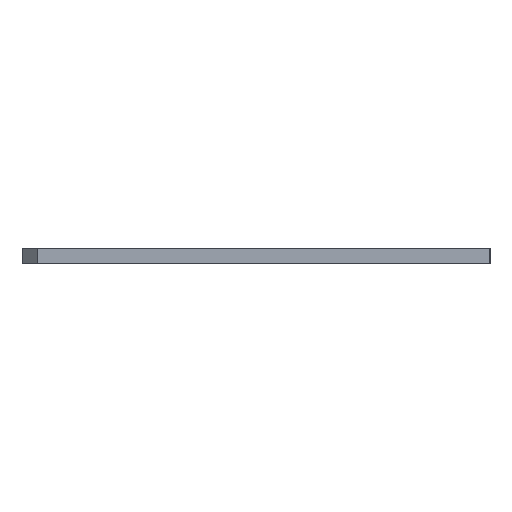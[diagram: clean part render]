
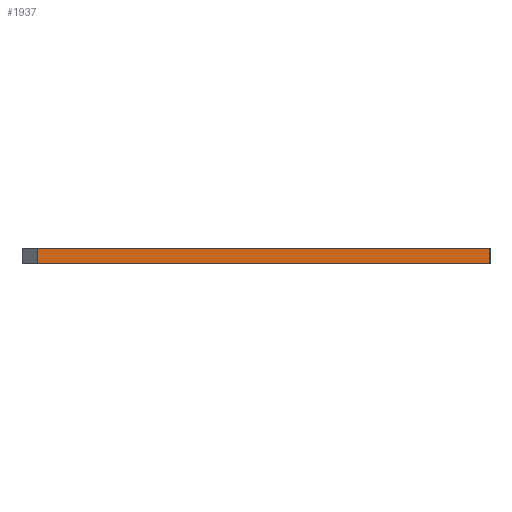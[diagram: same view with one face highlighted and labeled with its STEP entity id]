
A CAD part, left-side view. The second image highlights one B-rep face of the part: STEP entity #1937.
In plain terms, the highlighted planar face has unit normal (-1, 0, 0).
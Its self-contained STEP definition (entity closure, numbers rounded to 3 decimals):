
#215=DIRECTION('',(0.,0.,1.));
#216=VECTOR('',#215,5.);
#217=CARTESIAN_POINT('',(-132.969,195.378,0.));
#218=LINE('',#217,#216);
#222=DIRECTION('',(0.,0.,-1.));
#223=VECTOR('',#222,5.);
#224=CARTESIAN_POINT('',(-132.969,49.378,5.));
#225=LINE('',#224,#223);
#229=DIRECTION('',(0.,1.,0.));
#230=VECTOR('',#229,146.);
#231=CARTESIAN_POINT('',(-132.969,49.378,0.));
#232=LINE('',#231,#230);
#299=DIRECTION('',(0.,1.,0.));
#300=VECTOR('',#299,146.);
#301=CARTESIAN_POINT('',(-132.969,49.378,5.));
#302=LINE('',#301,#300);
#1483=CARTESIAN_POINT('',(-132.969,195.378,0.));
#1485=VERTEX_POINT('',#1483);
#1486=CARTESIAN_POINT('',(-132.969,49.378,0.));
#1487=VERTEX_POINT('',#1486);
#1512=CARTESIAN_POINT('',(-132.969,195.378,5.));
#1513=VERTEX_POINT('',#1512);
#1528=CARTESIAN_POINT('',(-132.969,49.378,5.));
#1529=VERTEX_POINT('',#1528);
#1925=CARTESIAN_POINT('',(-132.969,195.378,0.));
#1926=DIRECTION('',(-1.,0.,0.));
#1927=DIRECTION('',(0.,-1.,0.));
#1928=AXIS2_PLACEMENT_3D('',#1925,#1926,#1927);
#1929=PLANE('',#1928);
#1930=ORIENTED_EDGE('',*,*,#1808,.T.);
#1932=ORIENTED_EDGE('',*,*,#1931,.F.);
#1933=ORIENTED_EDGE('',*,*,#1917,.T.);
#1934=ORIENTED_EDGE('',*,*,#1753,.T.);
#1935=EDGE_LOOP('',(#1930,#1932,#1933,#1934));
#1936=FACE_OUTER_BOUND('',#1935,.F.);
#1753=EDGE_CURVE('',#1487,#1485,#232,.T.);
#1808=EDGE_CURVE('',#1485,#1513,#218,.T.);
#1917=EDGE_CURVE('',#1529,#1487,#225,.T.);
#1931=EDGE_CURVE('',#1529,#1513,#302,.T.);
#1937=ADVANCED_FACE('',(#1936),#1929,.T.);
